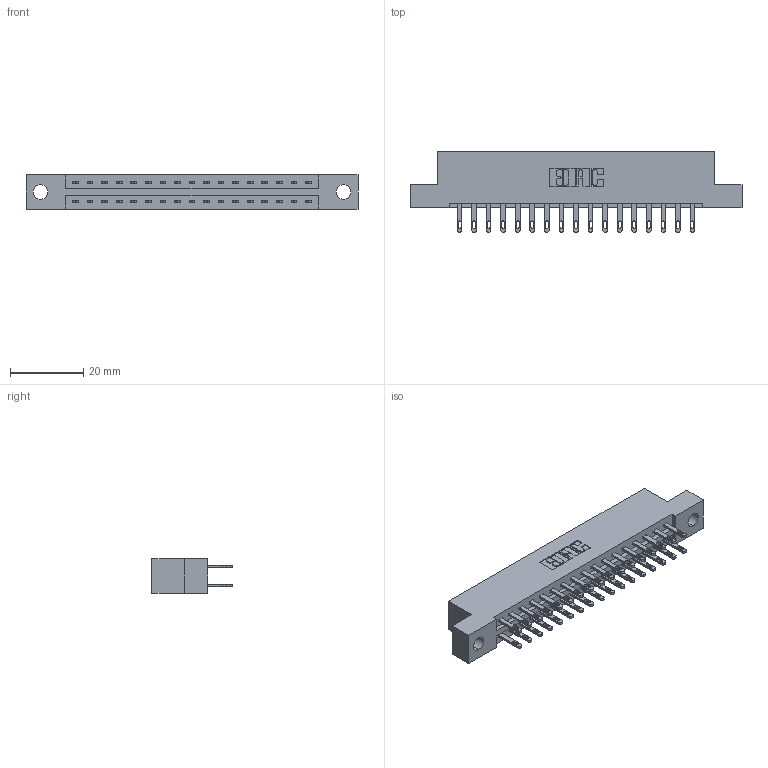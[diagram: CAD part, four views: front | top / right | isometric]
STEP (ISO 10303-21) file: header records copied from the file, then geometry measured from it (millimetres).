
FILE_DESCRIPTION (( 'STEP AP203' ), '1' );
FILE_NAME ('337-034-500-204.STEP', '2018-08-07T09:49:38', ( '' ), ( '' ), 'SwSTEP 2.0', 'SolidWorks 2016', '' );
FILE_SCHEMA (( 'CONFIG_CONTROL_DESIGN' ));
Length unit declared in the file: inch
Products named in the file (3): 337 Part_Flush Mounting Lugs - 0.156 Dia-TH; 345-292-001_345-293-100; 337-034-500-204
Assembly tree (35 placements, depth 2):
  337-034-500-204
    337 Part_Flush Mounting Lugs - 0.156 Dia-TH
    345-292-001_345-293-100  x34
Bounding box: 90.37 x 21.85 x 9.4 mm (x, y, z)
Volume: 9207.5 mm3; surface area: 10340.9 mm2
Topology: 35 solids, 35 shells, 1814 faces, 5513 edges, 3674 vertices
Faces by surface type: plane 1158, cylinder 656
Entity records: 16347 total; most frequent: CARTESIAN_POINT 2774, ORIENTED_EDGE 2710, DIRECTION 2407, EDGE_CURVE 1355, LINE 1223, VECTOR 1223, VERTEX_POINT 902, AXIS2_PLACEMENT_3D 592
